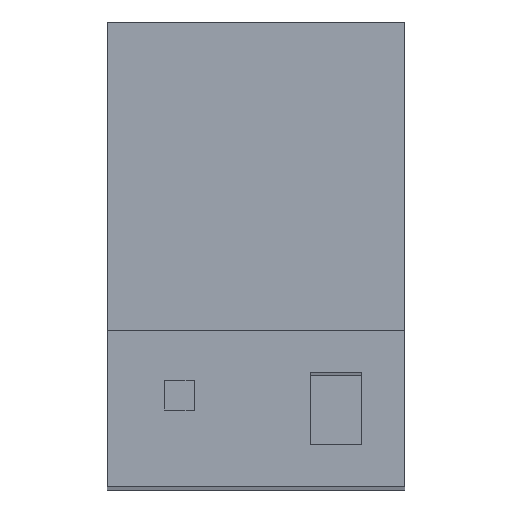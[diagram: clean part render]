
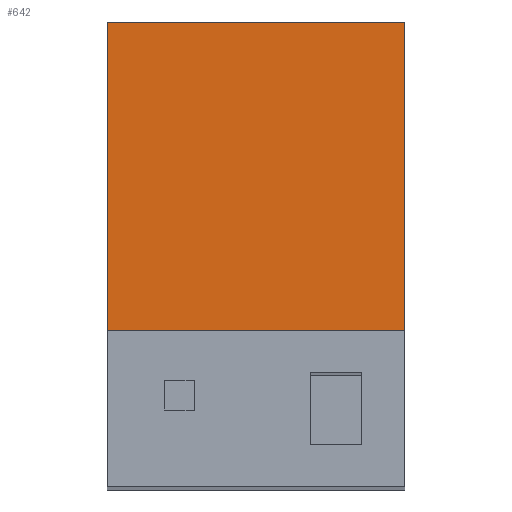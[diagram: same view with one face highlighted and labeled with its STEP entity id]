
A CAD part, top view. The second image highlights one B-rep face of the part: STEP entity #642.
In plain terms, the highlighted planar face has unit normal (0, 0, 1).
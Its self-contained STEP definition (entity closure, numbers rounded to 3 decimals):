
#60=PLANE('',#708);
#94=FACE_OUTER_BOUND('',#134,.T.);
#134=EDGE_LOOP('',(#591,#592,#593,#594));
#210=LINE('',#1040,#290);
#211=LINE('',#1043,#291);
#212=LINE('',#1045,#292);
#213=LINE('',#1046,#293);
#290=VECTOR('',#858,10.);
#291=VECTOR('',#861,10.);
#292=VECTOR('',#862,10.);
#293=VECTOR('',#863,10.);
#352=VERTEX_POINT('',#1034);
#354=VERTEX_POINT('',#1038);
#355=VERTEX_POINT('',#1042);
#356=VERTEX_POINT('',#1044);
#434=EDGE_CURVE('',#352,#354,#210,.T.);
#435=EDGE_CURVE('',#352,#355,#211,.T.);
#436=EDGE_CURVE('',#356,#354,#212,.T.);
#437=EDGE_CURVE('',#355,#356,#213,.T.);
#591=ORIENTED_EDGE('',*,*,#435,.F.);
#592=ORIENTED_EDGE('',*,*,#434,.T.);
#593=ORIENTED_EDGE('',*,*,#436,.F.);
#594=ORIENTED_EDGE('',*,*,#437,.F.);
#642=ADVANCED_FACE('',(#94),#60,.T.);
#708=AXIS2_PLACEMENT_3D('',#1041,#859,#860);
#858=DIRECTION('',(0.,1.,0.));
#859=DIRECTION('center_axis',(0.,0.,1.));
#860=DIRECTION('ref_axis',(1.,0.,0.));
#861=DIRECTION('',(-1.,0.,0.));
#862=DIRECTION('',(1.,0.,0.));
#863=DIRECTION('',(0.,1.,0.));
#1034=CARTESIAN_POINT('',(585.,-245.5,16.2));
#1038=CARTESIAN_POINT('',(585.,-187.4,16.2));
#1040=CARTESIAN_POINT('',(585.,-245.5,16.2));
#1041=CARTESIAN_POINT('Origin',(529.33,-245.5,16.2));
#1042=CARTESIAN_POINT('',(529.33,-245.5,16.2));
#1043=CARTESIAN_POINT('',(585.,-245.5,16.2));
#1044=CARTESIAN_POINT('',(529.33,-187.4,16.2));
#1045=CARTESIAN_POINT('',(585.,-187.4,16.2));
#1046=CARTESIAN_POINT('',(529.33,-245.5,16.2));
